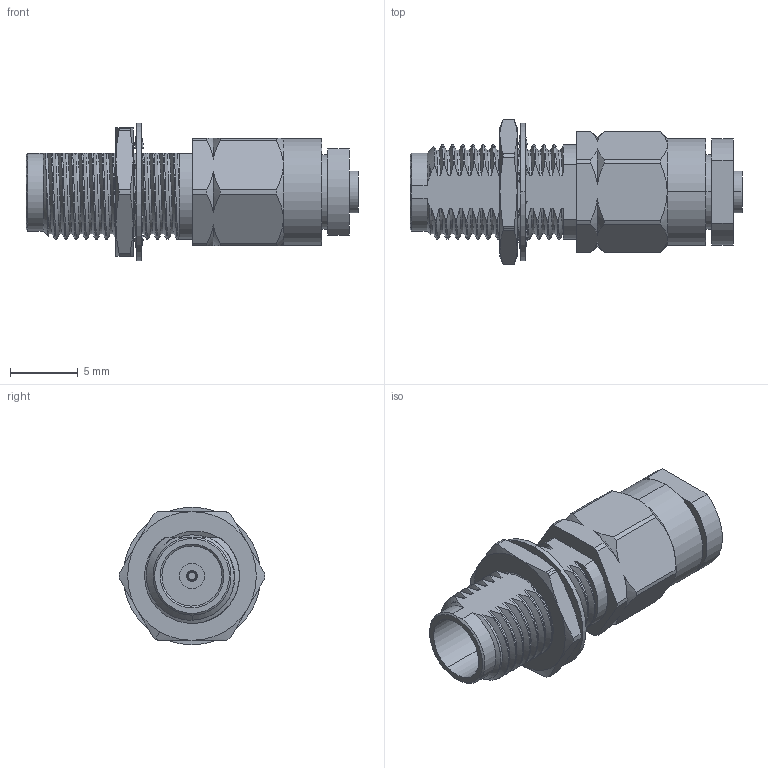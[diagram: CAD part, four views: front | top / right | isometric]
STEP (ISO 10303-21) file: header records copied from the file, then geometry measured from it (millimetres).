
FILE_DESCRIPTION (( 'STEP AP203' ), '1' );
FILE_NAME ('FMCN1825_3D.STEP', '2022-02-11T20:22:00', ( '' ), ( '' ), 'SwSTEP 2.0', 'SolidWorks 2021', '' );
FILE_SCHEMA (( 'CONFIG_CONTROL_DESIGN' ));
Length unit declared in the file: inch
Products named in the file (1): FMCN1825_3D
Bounding box: 24.51 x 10.75 x 10.16 mm (x, y, z)
Volume: 963.4 mm3; surface area: 1155 mm2
Topology: 2 solids, 3 shells, 267 faces, 792 edges, 535 vertices
Faces by surface type: cylinder 92, bspline 87, plane 49, cone 39
Entity records: 32001 total; most frequent: CARTESIAN_POINT 25770, ORIENTED_EDGE 1584, DIRECTION 942, EDGE_CURVE 792, VERTEX_POINT 535, AXIS2_PLACEMENT_3D 365, EDGE_LOOP 279, B_SPLINE_CURVE_WITH_KNOTS 273
